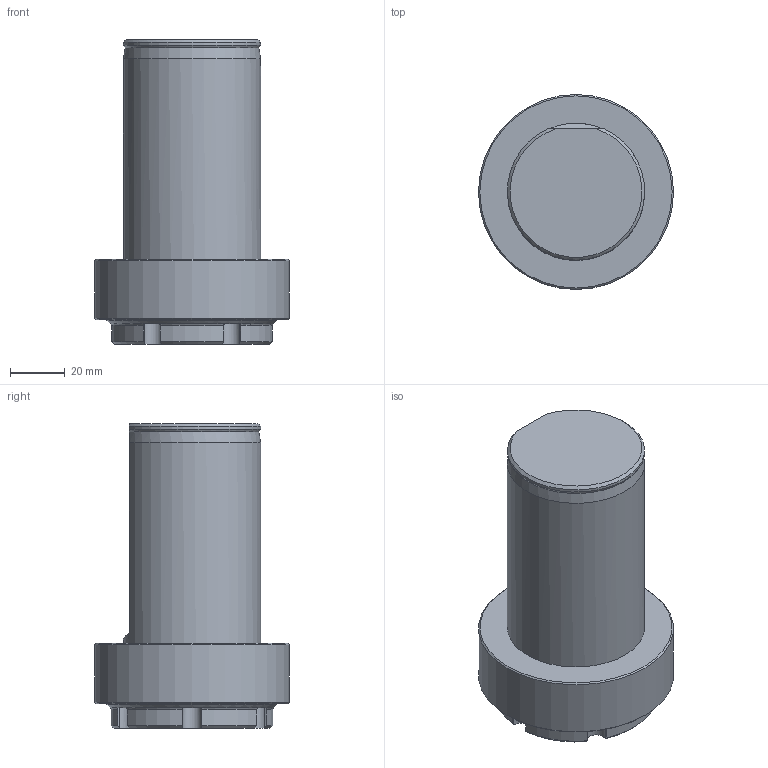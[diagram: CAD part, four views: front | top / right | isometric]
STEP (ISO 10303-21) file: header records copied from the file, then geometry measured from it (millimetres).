
FILE_DESCRIPTION(/* description */ ('Unknown'),/* implementation_level */ '2;1');
FILE_NAME(/* name */ '330040050',/* time_stamp */ '2020-08-21T09:57:50+02:00',/* author */ ('WTO KS'),/* organization */ ('WTO'),/* preprocessor_version */ 'ST-DEVELOPER v16.7',/* originating_system */ 'DEX',/* authorisation */ $);
FILE_SCHEMA (('AUTOMOTIVE_DESIGN {1 0 10303 214 3 1 1}'));
Length unit declared in the file: millimetre
Products named in the file (1): 330040050
Bounding box: 71 x 71 x 111 mm (x, y, z)
Volume: 201157 mm3; surface area: 34312.5 mm2
Topology: 1 solids, 1 shells, 65 faces, 162 edges, 103 vertices
Faces by surface type: plane 26, cylinder 19, cone 14, torus 6
Full cylindrical faces by diameter (mm): 30.3 x1, 30.65 x1, 33.65 x1, 50 x1, 62 x1, 71 x1
Entity records: 1910 total; most frequent: CARTESIAN_POINT 436, DIRECTION 298, ORIENTED_EDGE 292, EDGE_CURVE 146, AXIS2_PLACEMENT_3D 128, VERTEX_POINT 98, EDGE_LOOP 80, FACE_BOUND 80
